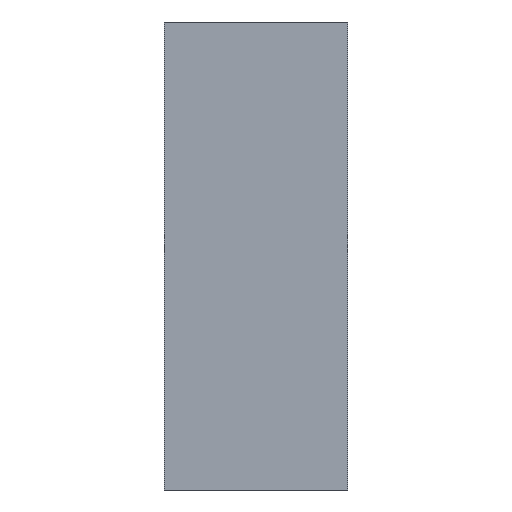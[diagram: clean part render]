
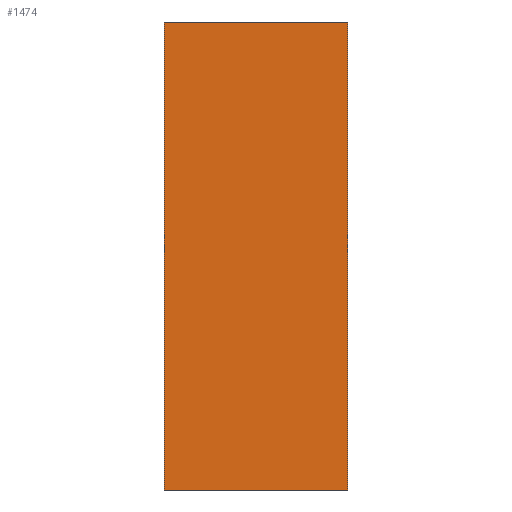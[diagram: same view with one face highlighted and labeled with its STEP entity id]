
A CAD part, left-side view. The second image highlights one B-rep face of the part: STEP entity #1474.
In plain terms, the highlighted planar face has unit normal (-1, 0, 0).
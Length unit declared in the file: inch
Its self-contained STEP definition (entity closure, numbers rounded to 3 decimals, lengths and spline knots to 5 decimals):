
#621=CARTESIAN_POINT('',(13.85923,0.5,3.52546));
#622=VERTEX_POINT('',#621);
#629=CARTESIAN_POINT('',(13.85923,0.5,4.79746));
#630=VERTEX_POINT('',#629);
#631=CARTESIAN_POINT('',(13.85923,0.5,4.79746));
#632=DIRECTION('',(0.0,0.0,-1.0));
#633=VECTOR('',#632,1.272);
#634=LINE('',#631,#633);
#635=EDGE_CURVE('',#630,#622,#634,.T.);
#706=CARTESIAN_POINT('',(13.85923,0.,4.79746));
#707=VERTEX_POINT('',#706);
#708=CARTESIAN_POINT('',(13.85923,0.,4.79746));
#709=DIRECTION('',(0.0,1.0,0.0));
#710=VECTOR('',#709,0.5);
#711=LINE('',#708,#710);
#712=EDGE_CURVE('',#707,#630,#711,.T.);
#1351=CARTESIAN_POINT('',(13.85923,0.,3.52546));
#1352=VERTEX_POINT('',#1351);
#1359=CARTESIAN_POINT('',(13.85923,0.,3.52546));
#1360=DIRECTION('',(0.0,1.0,0.0));
#1361=VECTOR('',#1360,0.5);
#1362=LINE('',#1359,#1361);
#1363=EDGE_CURVE('',#1352,#622,#1362,.T.);
#1382=CARTESIAN_POINT('',(13.85923,0.,4.79746));
#1383=DIRECTION('',(0.0,0.0,-1.0));
#1384=VECTOR('',#1383,1.272);
#1385=LINE('',#1382,#1384);
#1386=EDGE_CURVE('',#707,#1352,#1385,.T.);
#1463=CARTESIAN_POINT('',(13.85923,0.,4.79746));
#1464=DIRECTION('',(-1.0,0.0,0.0));
#1465=DIRECTION('',(0.0,0.0,1.0));
#1466=AXIS2_PLACEMENT_3D('',#1463,#1464,#1465);
#1467=PLANE('',#1466);
#1468=ORIENTED_EDGE('',*,*,#635,.T.);
#1469=ORIENTED_EDGE('',*,*,#1363,.F.);
#1470=ORIENTED_EDGE('',*,*,#1386,.F.);
#1471=ORIENTED_EDGE('',*,*,#712,.T.);
#1472=EDGE_LOOP('',(#1468,#1469,#1470,#1471));
#1473=FACE_OUTER_BOUND('',#1472,.T.);
#1474=ADVANCED_FACE('',(#1473),#1467,.T.);
